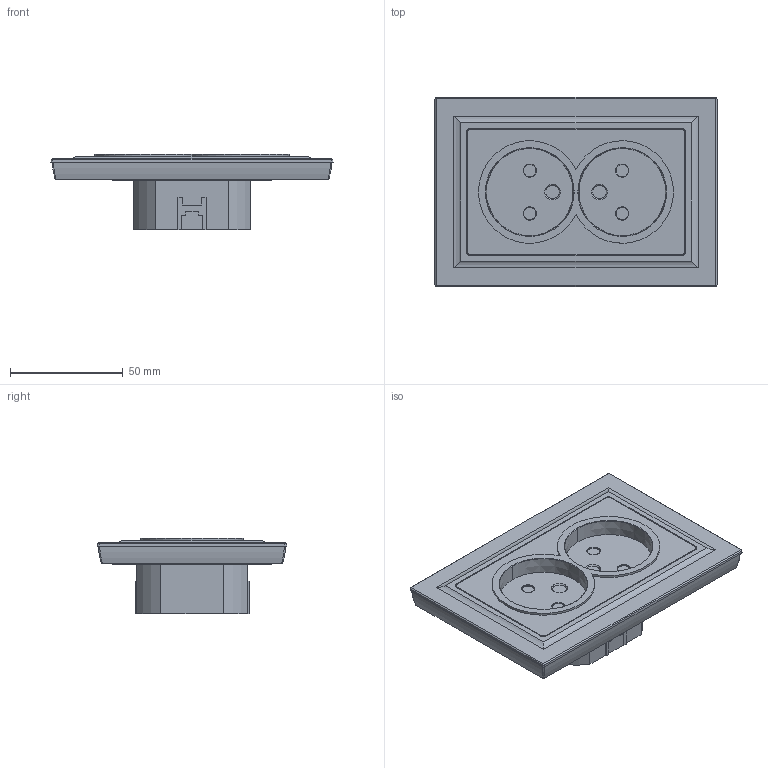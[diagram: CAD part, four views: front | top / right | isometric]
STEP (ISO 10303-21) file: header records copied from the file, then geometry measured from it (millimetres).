
FILE_DESCRIPTION (( 'STEP AP214' ), '1' );
FILE_NAME ('BRITE Ðîç. 2-ÿ áåç ç ê ñ ç ø 10À.STEP', '2025-04-01T09:04:36', ( '' ), ( '' ), 'SwSTEP 2.0', 'SolidWorks 2022', '' );
FILE_SCHEMA (( 'AUTOMOTIVE_DESIGN' ));
Length unit declared in the file: millimetre
Products named in the file (1): BRITE Роз. 2-я без з к с з ш 10А
Bounding box: 125.1 x 84.1 x 33.6 mm (x, y, z)
Volume: 110211.2 mm3; surface area: 42854.7 mm2
Topology: 1 solids, 1 shells, 386 faces, 1113 edges, 726 vertices
Faces by surface type: plane 245, cylinder 97, cone 16, torus 12, sphere 8, bspline 8
Entity records: 12905 total; most frequent: CARTESIAN_POINT 2674, ORIENTED_EDGE 2226, DIRECTION 2045, EDGE_CURVE 1113, VECTOR 807, LINE 807, VERTEX_POINT 726, AXIS2_PLACEMENT_3D 619
